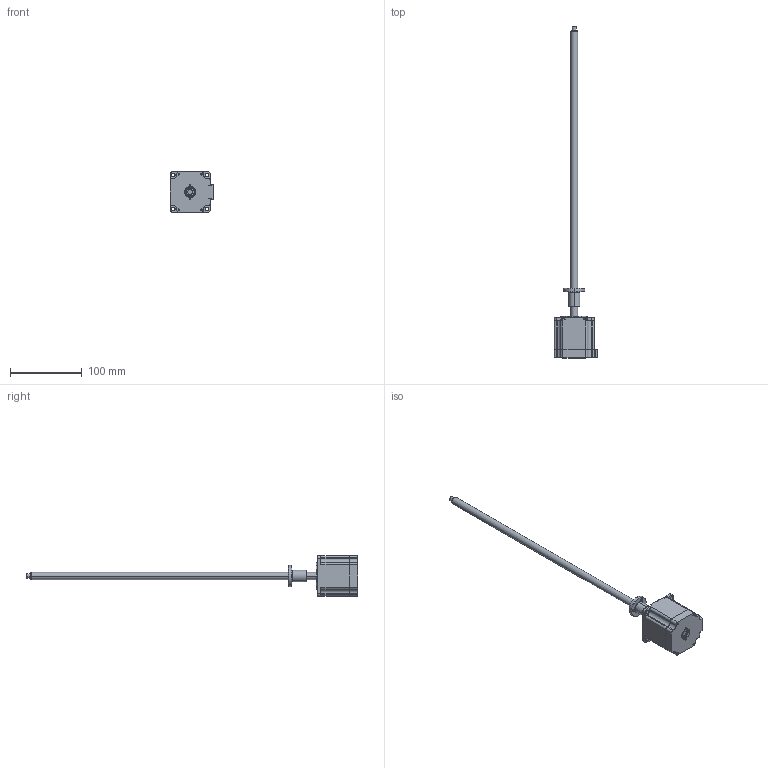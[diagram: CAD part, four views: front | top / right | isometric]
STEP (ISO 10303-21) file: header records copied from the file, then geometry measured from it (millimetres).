
FILE_DESCRIPTION (( 'STEP AP203' ), '1' );
FILE_NAME ('LE238S-T10105-400-AR2-S-220.STEP', '2018-08-13T01:16:14', ( '' ), ( '' ), 'SwSTEP 2.0', 'SolidWorks 2014', '' );
FILE_SCHEMA (( 'CONFIG_CONTROL_DESIGN' ));
Length unit declared in the file: millimetre
Products named in the file (1): LE238S-T10105-400-AR2-S-220
Bounding box: 61.2 x 462.5 x 56.2 mm (x, y, z)
Surface area: 39754.6 mm2 (no closed solid volume)
Topology: 0 solids, 18 shells, 290 faces, 949 edges, 659 vertices
Faces by surface type: plane 123, cylinder 94, cone 61, sphere 8, torus 4
Entity records: 10792 total; most frequent: CARTESIAN_POINT 2388, DIRECTION 1790, ORIENTED_EDGE 1556, EDGE_CURVE 949, VERTEX_POINT 659, AXIS2_PLACEMENT_3D 631, LINE 528, VECTOR 528
